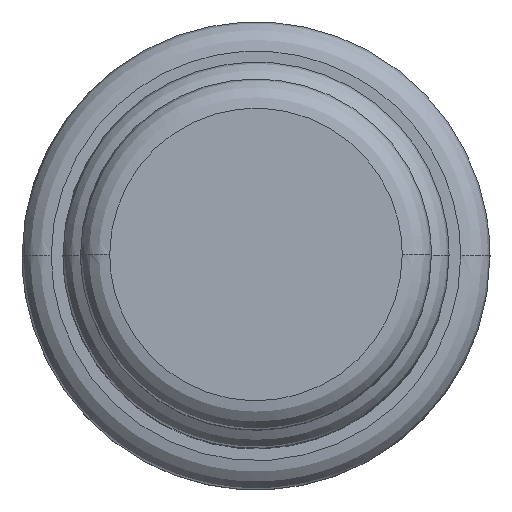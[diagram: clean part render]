
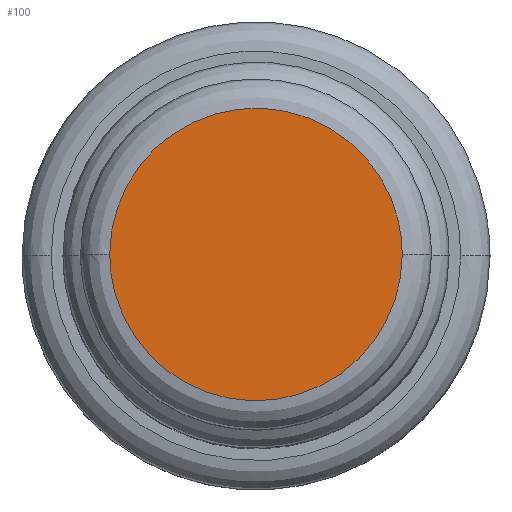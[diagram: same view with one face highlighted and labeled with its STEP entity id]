
A CAD part, top view. The second image highlights one B-rep face of the part: STEP entity #100.
In plain terms, the highlighted planar face has unit normal (0, 0, 1).
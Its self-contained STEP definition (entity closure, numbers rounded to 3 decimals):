
#100=ADVANCED_FACE('',(#144),#629,.T.);
#144=FACE_OUTER_BOUND('',#188,.T.);
#188=EDGE_LOOP('',(#292,#293));
#292=ORIENTED_EDGE('',*,*,#423,.F.);
#293=ORIENTED_EDGE('',*,*,#418,.F.);
#418=EDGE_CURVE('',#568,#571,#472,.T.);
#423=EDGE_CURVE('',#571,#568,#477,.T.);
#472=(
BOUNDED_CURVE()
B_SPLINE_CURVE(3,(#933,#934,#935,#936,#937,#938,#939,#940,#941,#942,#943,
#944,#945),.UNSPECIFIED.,.F.,.F.)
B_SPLINE_CURVE_WITH_KNOTS((4,3,3,3,4),(0.,1.963,3.927,
5.89,7.854),.UNSPECIFIED.)
CURVE()
GEOMETRIC_REPRESENTATION_ITEM()
RATIONAL_B_SPLINE_CURVE((1.,1.,1.,1.,1.,1.,1.,1.,1.,1.,1.,1.,1.))
REPRESENTATION_ITEM('')
);
#477=(
BOUNDED_CURVE()
B_SPLINE_CURVE(3,(#961,#962,#963,#964,#965,#966,#967,#968,#969,#970,#971,
#972,#973),.UNSPECIFIED.,.F.,.F.)
B_SPLINE_CURVE_WITH_KNOTS((4,3,3,3,4),(7.854,9.817,
11.781,13.744,15.708),.UNSPECIFIED.)
CURVE()
GEOMETRIC_REPRESENTATION_ITEM()
RATIONAL_B_SPLINE_CURVE((1.,1.,1.,1.,1.,1.,1.,1.,1.,1.,1.,1.,1.))
REPRESENTATION_ITEM('')
);
#568=VERTEX_POINT('',#914);
#571=VERTEX_POINT('',#917);
#629=PLANE('',#671);
#671=AXIS2_PLACEMENT_3D('',#859,#696,$);
#696=DIRECTION('',(0.,0.,1.));
#859=CARTESIAN_POINT('',(-3.75,3.75,23.8));
#914=CARTESIAN_POINT('',(2.5,0.,23.8));
#917=CARTESIAN_POINT('',(-2.502,0.,23.8));
#933=CARTESIAN_POINT('',(2.5,0.,23.8));
#934=CARTESIAN_POINT('',(2.504,-0.654,23.8));
#935=CARTESIAN_POINT('',(2.231,-1.307,23.8));
#936=CARTESIAN_POINT('',(1.769,-1.769,23.8));
#937=CARTESIAN_POINT('',(1.306,-2.231,23.8));
#938=CARTESIAN_POINT('',(0.654,-2.502,23.8));
#939=CARTESIAN_POINT('',(0.,-2.502,23.8));
#940=CARTESIAN_POINT('',(-0.653,-2.502,23.8));
#941=CARTESIAN_POINT('',(-1.307,-2.231,23.8));
#942=CARTESIAN_POINT('',(-1.769,-1.769,23.8));
#943=CARTESIAN_POINT('',(-2.231,-1.307,23.8));
#944=CARTESIAN_POINT('',(-2.502,-0.654,23.8));
#945=CARTESIAN_POINT('',(-2.502,0.,23.8));
#961=CARTESIAN_POINT('',(-2.502,0.,23.8));
#962=CARTESIAN_POINT('',(-2.501,0.653,23.8));
#963=CARTESIAN_POINT('',(-2.231,1.307,23.8));
#964=CARTESIAN_POINT('',(-1.769,1.769,23.8));
#965=CARTESIAN_POINT('',(-1.307,2.231,23.8));
#966=CARTESIAN_POINT('',(-0.653,2.502,23.8));
#967=CARTESIAN_POINT('',(0.,2.502,23.8));
#968=CARTESIAN_POINT('',(0.653,2.501,23.8));
#969=CARTESIAN_POINT('',(1.306,2.231,23.8));
#970=CARTESIAN_POINT('',(1.769,1.769,23.8));
#971=CARTESIAN_POINT('',(2.231,1.307,23.8));
#972=CARTESIAN_POINT('',(2.503,0.654,23.8));
#973=CARTESIAN_POINT('',(2.5,0.,23.8));
